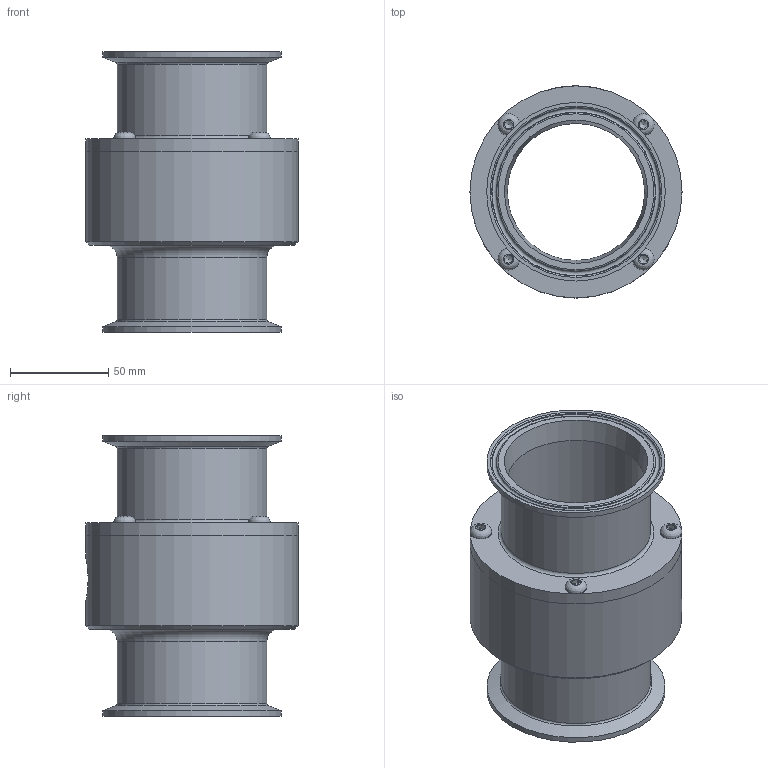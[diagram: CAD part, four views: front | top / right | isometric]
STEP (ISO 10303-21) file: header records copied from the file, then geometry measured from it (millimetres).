
FILE_DESCRIPTION(/* description */ ('','CAx-IF Rec.Pracs.---Representation and Presentation of Product Manufacturing Information (PMI)---3.8---2014-02-18'),/* implementation_level */ '2;1');
FILE_NAME(/* name */ '161300-316-dim.stp',/* time_stamp */ '2017-03-01T16:04:44-05:00',/* author */ ('Dave Woerner'),/* organization */ (''),/* preprocessor_version */ 'ST-DEVELOPER v16.5',/* originating_system */ 'Autodesk Inventor 2017',/* authorisation */ '');
FILE_SCHEMA (('AP242_MANAGED_MODEL_BASED_3D_ENGINEERING_MIM_LF { 1 0 10303 442 1 1 4 }'));
Length unit declared in the file: inch
Products named in the file (5): 161300-316-dim; 901781-316; 901782-316; ANSI B18.3 - 1/4 - 20 x 3/4; 901709
Assembly tree (7 placements, depth 2):
  161300-316-dim
    901781-316
    901782-316
    ANSI B18.3 - 1/4 - 20 x 3/4  x4
    901709
Bounding box: 107.95 x 107.95 x 142.93 mm (x, y, z)
Volume: 305598.6 mm3; surface area: 130012.7 mm2
Topology: 7 solids, 7 shells, 138 faces, 295 edges, 183 vertices
Faces by surface type: plane 52, cylinder 34, cone 29, torus 18, bspline 5
Full cylindrical faces by diameter (mm): 5.159 x4, 6.35 x4, 7.144 x4, 11.1 x4, 18.256 x1, 69.85 x2, 72.898 x1, 76.2 x4, 79.375 x2, 86.157 x2, 86.208 x1, 86.36 x1, 90.907 x2, 107.95 x2
Entity records: 2459 total; most frequent: CARTESIAN_POINT 613, DIRECTION 397, ORIENTED_EDGE 224, AXIS2_PLACEMENT_3D 192, EDGE_LOOP 186, EDGE_CURVE 112, VERTEX_POINT 104, FACE_BOUND 93
